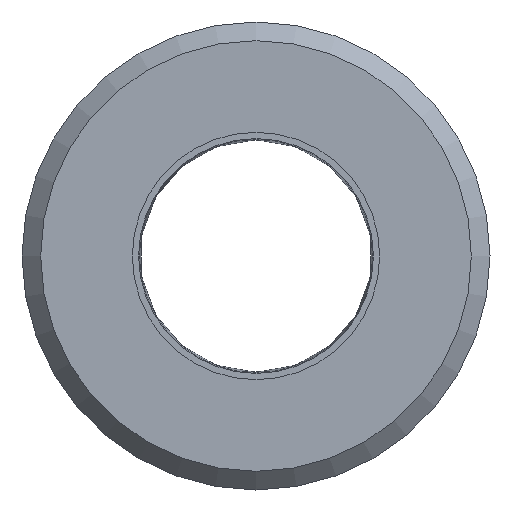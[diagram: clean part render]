
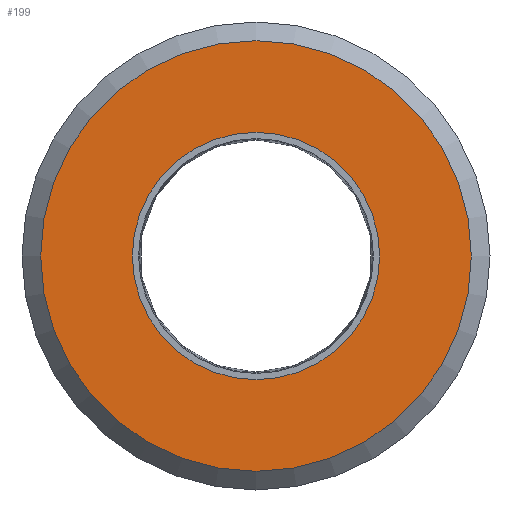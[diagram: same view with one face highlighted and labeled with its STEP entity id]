
A CAD part, front view. The second image highlights one B-rep face of the part: STEP entity #199.
In plain terms, the highlighted planar face has unit normal (0, -1, 0).
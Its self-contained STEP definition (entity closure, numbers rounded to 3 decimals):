
#17=FACE_BOUND('',#77,.T.);
#21=PLANE('',#246);
#60=FACE_OUTER_BOUND('',#76,.T.);
#76=EDGE_LOOP('',(#176));
#77=EDGE_LOOP('',(#177));
#94=CIRCLE('',#245,53.);
#95=CIRCLE('',#247,92.294);
#109=VERTEX_POINT('',#364);
#110=VERTEX_POINT('',#368);
#131=EDGE_CURVE('',#109,#109,#94,.T.);
#133=EDGE_CURVE('',#110,#110,#95,.T.);
#176=ORIENTED_EDGE('',*,*,#133,.F.);
#177=ORIENTED_EDGE('',*,*,#131,.T.);
#199=ADVANCED_FACE('',(#60,#17),#21,.T.);
#245=AXIS2_PLACEMENT_3D('',#365,#305,#306);
#246=AXIS2_PLACEMENT_3D('',#367,#308,#309);
#247=AXIS2_PLACEMENT_3D('',#369,#310,#311);
#305=DIRECTION('center_axis',(0.,1.,0.));
#306=DIRECTION('ref_axis',(1.,0.,0.));
#308=DIRECTION('center_axis',(0.,-1.,0.));
#309=DIRECTION('ref_axis',(0.,0.,-1.));
#310=DIRECTION('center_axis',(0.,1.,0.));
#311=DIRECTION('ref_axis',(1.,0.,0.));
#364=CARTESIAN_POINT('',(0.,-43.,-53.));
#365=CARTESIAN_POINT('Origin',(0.,-43.,0.));
#367=CARTESIAN_POINT('Origin',(0.,-43.,92.294));
#368=CARTESIAN_POINT('',(0.,-43.,-92.294));
#369=CARTESIAN_POINT('Origin',(0.,-43.,0.));
